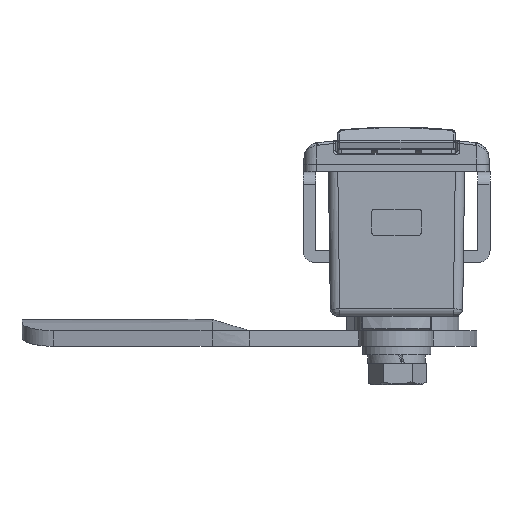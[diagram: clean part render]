
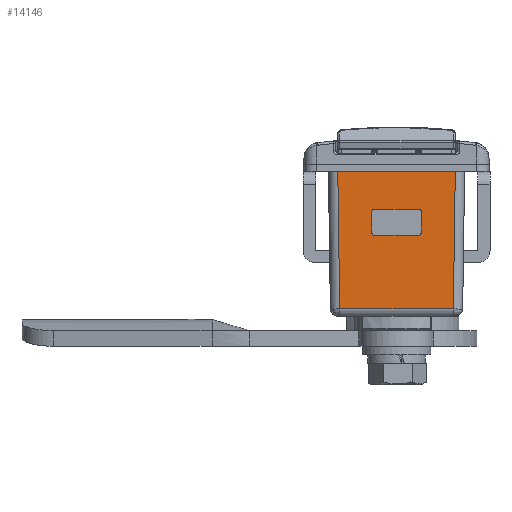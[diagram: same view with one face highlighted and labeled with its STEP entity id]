
A CAD part, front view. The second image highlights one B-rep face of the part: STEP entity #14146.
In plain terms, the highlighted face is planar.
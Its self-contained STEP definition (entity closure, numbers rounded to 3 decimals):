
#427=FACE_BOUND('',#3714,.T.);
#520=ELLIPSE('',#15089,0.5,0.5);
#521=ELLIPSE('',#15090,0.5,0.5);
#522=ELLIPSE('',#15091,0.5,0.5);
#523=ELLIPSE('',#15092,0.5,0.5);
#683=LINE('',#28654,#1603);
#687=LINE('',#28670,#1607);
#727=LINE('',#29091,#1647);
#729=LINE('',#29135,#1649);
#730=LINE('',#29136,#1650);
#731=LINE('',#29138,#1651);
#732=LINE('',#29139,#1652);
#733=LINE('',#29140,#1653);
#734=LINE('',#29143,#1654);
#735=LINE('',#29147,#1655);
#736=LINE('',#29151,#1656);
#737=LINE('',#29155,#1657);
#1603=VECTOR('',#16616,0.093);
#1607=VECTOR('',#16628,0.093);
#1647=VECTOR('',#16772,23.221);
#1649=VECTOR('',#16776,18.692);
#1650=VECTOR('',#16777,0.3);
#1651=VECTOR('',#16778,23.221);
#1652=VECTOR('',#16779,18.238);
#1653=VECTOR('',#16780,0.3);
#1654=VECTOR('',#16781,7.);
#1655=VECTOR('',#16784,3.2);
#1656=VECTOR('',#16787,7.);
#1657=VECTOR('',#16790,3.2);
#2522=PLANE('',#15088);
#2834=FACE_OUTER_BOUND('',#3713,.T.);
#3713=EDGE_LOOP('',(#9627,#9628,#9629,#9630,#9631,#9632,#9633,#9634));
#3714=EDGE_LOOP('',(#9635,#9636,#9637,#9638,#9639,#9640,#9641,#9642));
#5827=VERTEX_POINT('',#28651);
#5828=VERTEX_POINT('',#28653);
#5835=VERTEX_POINT('',#28667);
#5836=VERTEX_POINT('',#28669);
#5923=VERTEX_POINT('',#29090);
#5925=VERTEX_POINT('',#29133);
#5926=VERTEX_POINT('',#29134);
#5927=VERTEX_POINT('',#29137);
#5928=VERTEX_POINT('',#29141);
#5929=VERTEX_POINT('',#29142);
#5930=VERTEX_POINT('',#29144);
#5931=VERTEX_POINT('',#29146);
#5932=VERTEX_POINT('',#29148);
#5933=VERTEX_POINT('',#29150);
#5934=VERTEX_POINT('',#29152);
#5935=VERTEX_POINT('',#29154);
#7257=EDGE_CURVE('',#5828,#5827,#683,.T.);
#7265=EDGE_CURVE('',#5836,#5835,#687,.T.);
#7354=EDGE_CURVE('',#5923,#5836,#727,.T.);
#7357=EDGE_CURVE('',#5925,#5926,#729,.T.);
#7358=EDGE_CURVE('',#5925,#5828,#730,.T.);
#7359=EDGE_CURVE('',#5827,#5927,#731,.T.);
#7360=EDGE_CURVE('',#5927,#5923,#732,.T.);
#7361=EDGE_CURVE('',#5835,#5926,#733,.T.);
#7362=EDGE_CURVE('',#5928,#5929,#734,.T.);
#7363=EDGE_CURVE('',#5928,#5930,#520,.T.);
#7364=EDGE_CURVE('',#5931,#5930,#735,.T.);
#7365=EDGE_CURVE('',#5931,#5932,#521,.T.);
#7366=EDGE_CURVE('',#5932,#5933,#736,.T.);
#7367=EDGE_CURVE('',#5933,#5934,#522,.T.);
#7368=EDGE_CURVE('',#5935,#5934,#737,.T.);
#7369=EDGE_CURVE('',#5935,#5929,#523,.T.);
#9627=ORIENTED_EDGE('',*,*,#7357,.F.);
#9628=ORIENTED_EDGE('',*,*,#7358,.T.);
#9629=ORIENTED_EDGE('',*,*,#7257,.T.);
#9630=ORIENTED_EDGE('',*,*,#7359,.T.);
#9631=ORIENTED_EDGE('',*,*,#7360,.T.);
#9632=ORIENTED_EDGE('',*,*,#7354,.T.);
#9633=ORIENTED_EDGE('',*,*,#7265,.T.);
#9634=ORIENTED_EDGE('',*,*,#7361,.T.);
#9635=ORIENTED_EDGE('',*,*,#7362,.F.);
#9636=ORIENTED_EDGE('',*,*,#7363,.T.);
#9637=ORIENTED_EDGE('',*,*,#7364,.F.);
#9638=ORIENTED_EDGE('',*,*,#7365,.T.);
#9639=ORIENTED_EDGE('',*,*,#7366,.T.);
#9640=ORIENTED_EDGE('',*,*,#7367,.T.);
#9641=ORIENTED_EDGE('',*,*,#7368,.F.);
#9642=ORIENTED_EDGE('',*,*,#7369,.T.);
#14146=ADVANCED_FACE('',(#2834,#427),#2522,.T.);
#15088=AXIS2_PLACEMENT_3D('',#29132,#16774,#16775);
#15089=AXIS2_PLACEMENT_3D('',#29145,#16782,#16783);
#15090=AXIS2_PLACEMENT_3D('',#29149,#16785,#16786);
#15091=AXIS2_PLACEMENT_3D('',#29153,#16788,#16789);
#15092=AXIS2_PLACEMENT_3D('',#29156,#16791,#16792);
#16616=DIRECTION('',(0.,-1.,0.));
#16628=DIRECTION('',(0.,-1.,0.));
#16772=DIRECTION('',(-0.014,0.014,-1.));
#16774=DIRECTION('center_axis',(-1.,0.,0.014));
#16775=DIRECTION('ref_axis',(-0.014,0.,-1.));
#16776=DIRECTION('',(0.,1.,0.));
#16777=DIRECTION('',(0.014,-0.014,1.));
#16778=DIRECTION('',(0.014,0.014,1.));
#16779=DIRECTION('',(0.,1.,0.));
#16780=DIRECTION('',(-0.014,-0.014,-1.));
#16781=DIRECTION('',(0.,1.,0.));
#16782=DIRECTION('center_axis',(1.,0.,-0.014));
#16783=DIRECTION('ref_axis',(0.014,0.,1.));
#16784=DIRECTION('',(0.014,0.,1.));
#16785=DIRECTION('center_axis',(1.,0.,-0.014));
#16786=DIRECTION('ref_axis',(0.014,0.,1.));
#16787=DIRECTION('',(0.,1.,0.));
#16788=DIRECTION('center_axis',(1.,0.,-0.014));
#16789=DIRECTION('ref_axis',(0.014,0.,1.));
#16790=DIRECTION('',(-0.014,0.,-1.));
#16791=DIRECTION('center_axis',(1.,0.,-0.014));
#16792=DIRECTION('ref_axis',(-0.014,0.,-1.));
#28651=CARTESIAN_POINT('',(67.607,-109.443,-3.55));
#28653=CARTESIAN_POINT('',(67.607,-109.35,-3.55));
#28654=CARTESIAN_POINT('',(67.607,-66.05,-3.55));
#28667=CARTESIAN_POINT('',(67.607,-90.65,-3.55));
#28669=CARTESIAN_POINT('',(67.607,-90.557,-3.55));
#28670=CARTESIAN_POINT('',(67.607,-66.05,-3.55));
#29090=CARTESIAN_POINT('',(67.931,-90.881,19.667));
#29091=CARTESIAN_POINT('',(67.761,-90.711,7.506));
#29132=CARTESIAN_POINT('Origin',(67.766,-66.05,7.85));
#29133=CARTESIAN_POINT('',(67.603,-109.346,-3.85));
#29134=CARTESIAN_POINT('',(67.603,-90.654,-3.85));
#29135=CARTESIAN_POINT('',(67.603,-109.443,-3.85));
#29136=CARTESIAN_POINT('',(67.758,-109.501,7.243));
#29137=CARTESIAN_POINT('',(67.931,-109.119,19.667));
#29138=CARTESIAN_POINT('',(67.775,-109.276,8.453));
#29139=CARTESIAN_POINT('',(67.931,-66.05,19.667));
#29140=CARTESIAN_POINT('',(67.616,-90.641,-2.882));
#29141=CARTESIAN_POINT('',(67.766,-103.5,7.85));
#29142=CARTESIAN_POINT('',(67.766,-96.5,7.85));
#29143=CARTESIAN_POINT('',(67.766,-66.05,7.85));
#29144=CARTESIAN_POINT('',(67.759,-104.,7.35));
#29145=CARTESIAN_POINT('Origin',(67.759,-103.5,7.35));
#29146=CARTESIAN_POINT('',(67.715,-104.,4.15));
#29147=CARTESIAN_POINT('',(67.766,-104.,7.85));
#29148=CARTESIAN_POINT('',(67.708,-103.5,3.65));
#29149=CARTESIAN_POINT('Origin',(67.715,-103.5,4.15));
#29150=CARTESIAN_POINT('',(67.708,-96.5,3.65));
#29151=CARTESIAN_POINT('',(67.708,-66.05,3.65));
#29152=CARTESIAN_POINT('',(67.715,-96.,4.15));
#29153=CARTESIAN_POINT('Origin',(67.715,-96.5,4.15));
#29154=CARTESIAN_POINT('',(67.759,-96.,7.35));
#29155=CARTESIAN_POINT('',(67.766,-96.,7.85));
#29156=CARTESIAN_POINT('Origin',(67.759,-96.5,7.35));
